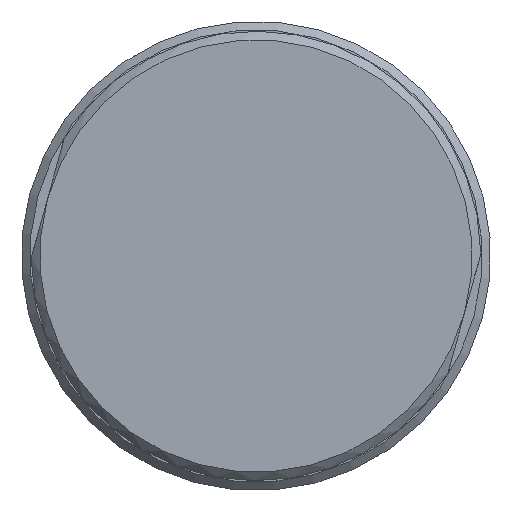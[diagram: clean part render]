
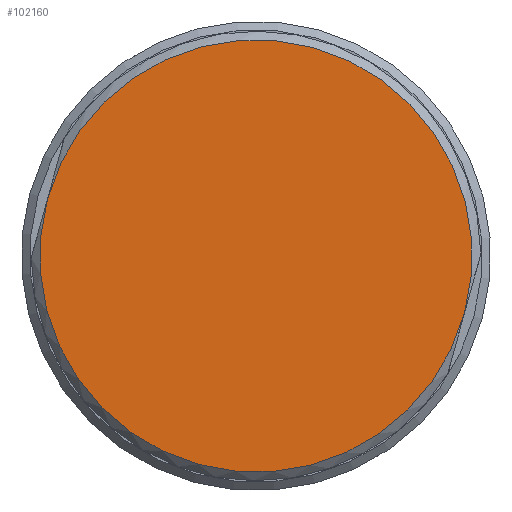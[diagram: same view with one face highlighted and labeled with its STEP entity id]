
A CAD part, left-side view. The second image highlights one B-rep face of the part: STEP entity #102160.
In plain terms, the highlighted planar face has unit normal (-1, 0, 0).
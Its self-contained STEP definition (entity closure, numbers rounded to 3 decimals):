
#101843=CARTESIAN_POINT('',(-57.45,-12.049,-3.327));
#101844=VERTEX_POINT('',#101843);
#102035=CARTESIAN_POINT('',(-57.45,12.049,3.327));
#102036=VERTEX_POINT('',#102035);
#102037=CARTESIAN_POINT('',(-57.45,0.,0.));
#102038=DIRECTION('',(1.0,0.,0.));
#102039=DIRECTION('',(0.,-0.964,-0.266));
#102040=AXIS2_PLACEMENT_3D('',#102037,#102038,#102039);
#102041=CIRCLE('',#102040,12.5);
#102042=EDGE_CURVE('',#101844,#102036,#102041,.T.);
#102123=CARTESIAN_POINT('',(-57.45,0.,0.));
#102124=DIRECTION('',(1.0,0.,0.));
#102125=DIRECTION('',(0.,-0.964,-0.266));
#102126=AXIS2_PLACEMENT_3D('',#102123,#102124,#102125);
#102127=CIRCLE('',#102126,12.5);
#102128=EDGE_CURVE('',#102036,#101844,#102127,.T.);
#102151=CARTESIAN_POINT('',(-57.45,10.302,2.845));
#102152=DIRECTION('',(-1.0,0.0,0.0));
#102153=DIRECTION('',(0.0,-0.266,0.964));
#102154=AXIS2_PLACEMENT_3D('',#102151,#102152,#102153);
#102155=PLANE('',#102154);
#102156=ORIENTED_EDGE('',*,*,#102128,.F.);
#102157=ORIENTED_EDGE('',*,*,#102042,.F.);
#102158=EDGE_LOOP('',(#102156,#102157));
#102159=FACE_OUTER_BOUND('',#102158,.T.);
#102160=ADVANCED_FACE('',(#102159),#102155,.T.);
